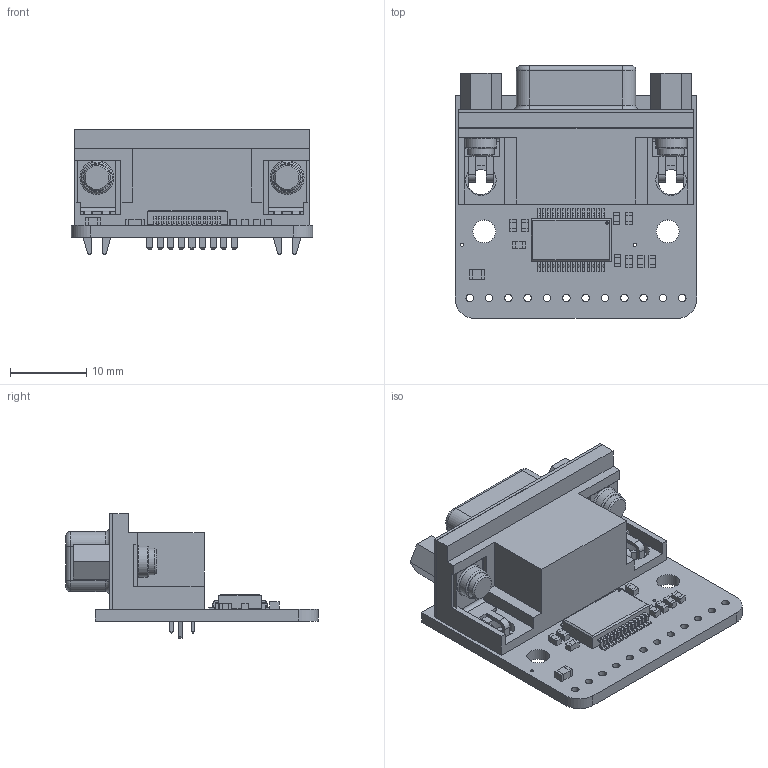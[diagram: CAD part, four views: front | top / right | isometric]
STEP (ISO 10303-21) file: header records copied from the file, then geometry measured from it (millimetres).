
FILE_DESCRIPTION(/* description */ (''),/* implementation_level */ '2;1');
FILE_NAME(/* name */ 'PCB Component.step',/* time_stamp */ '2024-09-05T15:24:45-04:00',/* author */ (''),/* organization */ (''),/* preprocessor_version */ 'ST-DEVELOPER v20',/* originating_system */ 'Autodesk Translation Framework v13.14.0.145',/* authorisation */ '');
FILE_SCHEMA (('AUTOMOTIVE_DESIGN { 1 0 10303 214 3 1 1 }'));
Length unit declared in the file: millimetre
Products named in the file (6): PCB Component; Board; 10uF; 10K; DE9-F; MAX3243CAI
Assembly tree (13 placements, depth 2):
  PCB Component
    Board
    10uF
    10K  x9
    DE9-F
    MAX3243CAI
Bounding box: 31.75 x 33.21 x 16.35 mm (x, y, z)
Volume: 5247.7 mm3; surface area: 5362.8 mm2
Topology: 15 solids, 15 shells, 854 faces, 2229 edges, 1463 vertices
Faces by surface type: plane 608, cylinder 221, cone 13, torus 12
Full cylindrical faces by diameter (mm): 0.3 x1, 0.394 x16, 0.694 x1, 0.8 x8, 1 x12, 1.016 x9, 3 x4, 3.302 x2, 3.5 x2, 4 x2, 4.083 x2
Entity records: 23792 total; most frequent: CARTESIAN_POINT 3973, DIRECTION 3938, ORIENTED_EDGE 3882, EDGE_CURVE 1941, LINE 1466, VECTOR 1466, VERTEX_POINT 1271, AXIS2_PLACEMENT_3D 1236
